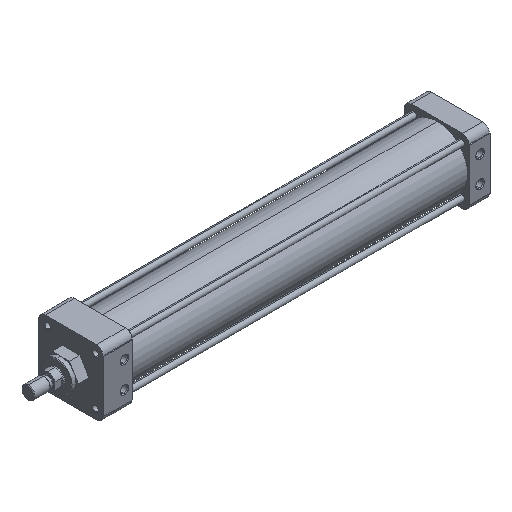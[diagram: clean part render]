
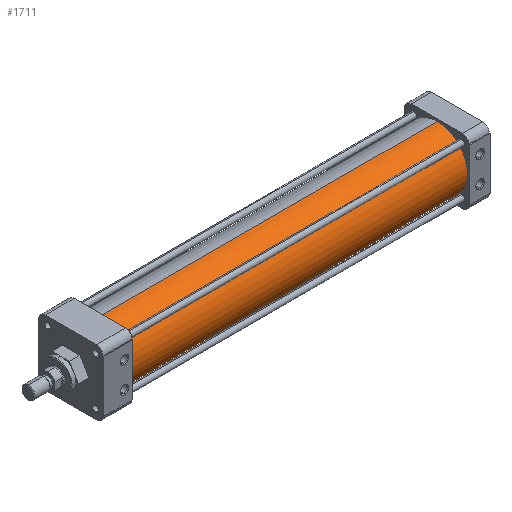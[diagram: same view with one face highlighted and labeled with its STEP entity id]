
A CAD part, isometric view. The second image highlights one B-rep face of the part: STEP entity #1711.
In plain terms, the highlighted cylindrical face has radius 44.45 mm (diameter 88.9 mm), a partial arc.
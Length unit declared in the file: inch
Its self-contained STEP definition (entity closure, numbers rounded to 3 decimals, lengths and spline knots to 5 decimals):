
#1038 = CIRCLE ( 'NONE', #10594, 1.75 ) ;
#1440 = CYLINDRICAL_SURFACE ( 'NONE', #6901, 1.75 ) ;
#1711 = ADVANCED_FACE ( 'NONE', ( #2877 ), #1440, .T. ) ;
#1763 = VECTOR ( 'NONE', #13684, 39.37008 ) ;
#2067 = CARTESIAN_POINT ( 'NONE',  ( 21.076, 0., 1.75 ) ) ;
#2089 = ORIENTED_EDGE ( 'NONE', *, *, #9303, .T. ) ;
#2877 = FACE_OUTER_BOUND ( 'NONE', #5837, .T. ) ;
#3789 = CARTESIAN_POINT ( 'NONE',  ( 21.076, 0., 0. ) ) ;
#4924 = DIRECTION ( 'NONE',  ( 0., 0., -1. ) ) ;
#5154 = VECTOR ( 'NONE', #12145, 39.37008 ) ;
#5164 = CARTESIAN_POINT ( 'NONE',  ( 1.67, 0., 0. ) ) ;
#5436 = VERTEX_POINT ( 'NONE', #9605 ) ;
#5441 = CARTESIAN_POINT ( 'NONE',  ( 1.67, 0., 1.75 ) ) ;
#5837 = EDGE_LOOP ( 'NONE', ( #9733, #2089, #7114, #12053 ) ) ;
#5858 = CIRCLE ( 'NONE', #13974, 1.75 ) ;
#6287 = DIRECTION ( 'NONE',  ( 0., 0., -1. ) ) ;
#6459 = VERTEX_POINT ( 'NONE', #9230 ) ;
#6901 = AXIS2_PLACEMENT_3D ( 'NONE', #13261, #8681, #7673 ) ;
#6958 = CARTESIAN_POINT ( 'NONE',  ( 21.076, 0., -1.75 ) ) ;
#7114 = ORIENTED_EDGE ( 'NONE', *, *, #8470, .T. ) ;
#7673 = DIRECTION ( 'NONE',  ( 0., 0., -1. ) ) ;
#8175 = LINE ( 'NONE', #9879, #5154 ) ;
#8210 = EDGE_CURVE ( 'NONE', #13654, #12047, #8175, .T. ) ;
#8470 = EDGE_CURVE ( 'NONE', #6459, #5436, #13424, .T. ) ;
#8681 = DIRECTION ( 'NONE',  ( 1., 0., 0. ) ) ;
#9230 = CARTESIAN_POINT ( 'NONE',  ( 1.67, 0., -1.75 ) ) ;
#9303 = EDGE_CURVE ( 'NONE', #13654, #6459, #5858, .T. ) ;
#9605 = CARTESIAN_POINT ( 'NONE',  ( 21.076, 0., -1.75 ) ) ;
#9733 = ORIENTED_EDGE ( 'NONE', *, *, #8210, .F. ) ;
#9879 = CARTESIAN_POINT ( 'NONE',  ( 21.076, 0., 1.75 ) ) ;
#10594 = AXIS2_PLACEMENT_3D ( 'NONE', #3789, #11640, #4924 ) ;
#11640 = DIRECTION ( 'NONE',  ( -1., 0., 0. ) ) ;
#12047 = VERTEX_POINT ( 'NONE', #2067 ) ;
#12053 = ORIENTED_EDGE ( 'NONE', *, *, #12324, .T. ) ;
#12145 = DIRECTION ( 'NONE',  ( 1., 0., 0. ) ) ;
#12324 = EDGE_CURVE ( 'NONE', #5436, #12047, #1038, .T. ) ;
#13025 = DIRECTION ( 'NONE',  ( 1., 0., 0. ) ) ;
#13261 = CARTESIAN_POINT ( 'NONE',  ( 21.076, 0., 0. ) ) ;
#13424 = LINE ( 'NONE', #6958, #1763 ) ;
#13654 = VERTEX_POINT ( 'NONE', #5441 ) ;
#13684 = DIRECTION ( 'NONE',  ( 1., 0., 0. ) ) ;
#13974 = AXIS2_PLACEMENT_3D ( 'NONE', #5164, #13025, #6287 ) ;
